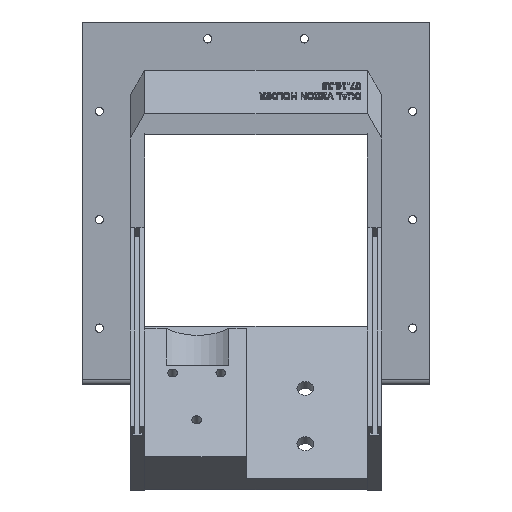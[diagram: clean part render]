
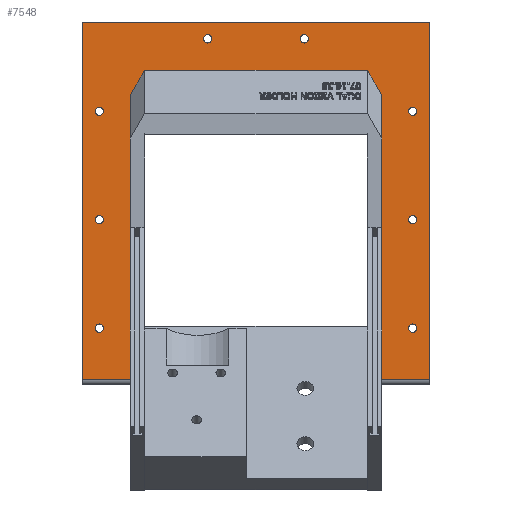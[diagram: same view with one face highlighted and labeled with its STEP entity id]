
A CAD part, top view. The second image highlights one B-rep face of the part: STEP entity #7548.
In plain terms, the highlighted planar face has unit normal (0, 0, 1).
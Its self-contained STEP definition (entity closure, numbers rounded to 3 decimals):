
#56=CIRCLE('',#7863,1.729);
#57=CIRCLE('',#7864,1.729);
#58=CIRCLE('',#7865,1.729);
#59=CIRCLE('',#7866,1.729);
#60=CIRCLE('',#7867,1.729);
#61=CIRCLE('',#7868,1.729);
#62=CIRCLE('',#7869,1.729);
#63=CIRCLE('',#7870,1.729);
#127=FACE_BOUND('',#1347,.T.);
#128=FACE_BOUND('',#1348,.T.);
#129=FACE_BOUND('',#1349,.T.);
#130=FACE_BOUND('',#1350,.T.);
#131=FACE_BOUND('',#1351,.T.);
#132=FACE_BOUND('',#1352,.T.);
#133=FACE_BOUND('',#1353,.T.);
#134=FACE_BOUND('',#1354,.T.);
#135=FACE_BOUND('',#1355,.T.);
#895=FACE_OUTER_BOUND('',#1346,.T.);
#1346=EDGE_LOOP('',(#6746,#6747,#6748,#6749));
#1347=EDGE_LOOP('',(#6750));
#1348=EDGE_LOOP('',(#6751));
#1349=EDGE_LOOP('',(#6752));
#1350=EDGE_LOOP('',(#6753));
#1351=EDGE_LOOP('',(#6754));
#1352=EDGE_LOOP('',(#6755));
#1353=EDGE_LOOP('',(#6756));
#1354=EDGE_LOOP('',(#6757));
#1355=EDGE_LOOP('',(#6758,#6759,#6760,#6761,#6762,#6763));
#1481=LINE('',#9489,#2262);
#2099=LINE('',#12977,#2880);
#2104=LINE('',#12992,#2885);
#2110=LINE('',#13012,#2891);
#2112=LINE('',#13017,#2893);
#2132=LINE('',#13082,#2913);
#2133=LINE('',#13086,#2914);
#2134=LINE('',#13088,#2915);
#2135=LINE('',#13090,#2916);
#2136=LINE('',#13091,#2917);
#2262=VECTOR('',#8053,10.);
#2880=VECTOR('',#9043,10.);
#2885=VECTOR('',#9064,10.);
#2891=VECTOR('',#9084,10.);
#2893=VECTOR('',#9090,10.);
#2913=VECTOR('',#9148,10.);
#2914=VECTOR('',#9151,10.);
#2915=VECTOR('',#9152,10.);
#2916=VECTOR('',#9153,10.);
#2917=VECTOR('',#9154,10.);
#3021=VERTEX_POINT('',#9486);
#3022=VERTEX_POINT('',#9488);
#3609=VERTEX_POINT('',#12974);
#3610=VERTEX_POINT('',#12976);
#3611=VERTEX_POINT('',#12987);
#3620=VERTEX_POINT('',#13015);
#3647=VERTEX_POINT('',#13084);
#3648=VERTEX_POINT('',#13085);
#3649=VERTEX_POINT('',#13087);
#3650=VERTEX_POINT('',#13089);
#3651=VERTEX_POINT('',#13092);
#3652=VERTEX_POINT('',#13094);
#3653=VERTEX_POINT('',#13096);
#3654=VERTEX_POINT('',#13098);
#3655=VERTEX_POINT('',#13100);
#3656=VERTEX_POINT('',#13102);
#3657=VERTEX_POINT('',#13104);
#3658=VERTEX_POINT('',#13106);
#3765=EDGE_CURVE('',#3022,#3021,#1481,.T.);
#4645=EDGE_CURVE('',#3610,#3609,#2099,.T.);
#4650=EDGE_CURVE('',#3611,#3022,#2104,.T.);
#4661=EDGE_CURVE('',#3610,#3021,#2110,.F.);
#4663=EDGE_CURVE('',#3620,#3609,#2112,.F.);
#4696=EDGE_CURVE('',#3620,#3611,#2132,.T.);
#4697=EDGE_CURVE('',#3647,#3648,#2133,.T.);
#4698=EDGE_CURVE('',#3647,#3649,#2134,.T.);
#4699=EDGE_CURVE('',#3649,#3650,#2135,.T.);
#4700=EDGE_CURVE('',#3650,#3648,#2136,.T.);
#4701=EDGE_CURVE('',#3651,#3651,#56,.T.);
#4702=EDGE_CURVE('',#3652,#3652,#57,.T.);
#4703=EDGE_CURVE('',#3653,#3653,#58,.T.);
#4704=EDGE_CURVE('',#3654,#3654,#59,.T.);
#4705=EDGE_CURVE('',#3655,#3655,#60,.T.);
#4706=EDGE_CURVE('',#3656,#3656,#61,.T.);
#4707=EDGE_CURVE('',#3657,#3657,#62,.T.);
#4708=EDGE_CURVE('',#3658,#3658,#63,.T.);
#6746=ORIENTED_EDGE('',*,*,#4697,.F.);
#6747=ORIENTED_EDGE('',*,*,#4698,.T.);
#6748=ORIENTED_EDGE('',*,*,#4699,.T.);
#6749=ORIENTED_EDGE('',*,*,#4700,.T.);
#6750=ORIENTED_EDGE('',*,*,#4701,.T.);
#6751=ORIENTED_EDGE('',*,*,#4702,.T.);
#6752=ORIENTED_EDGE('',*,*,#4703,.T.);
#6753=ORIENTED_EDGE('',*,*,#4704,.T.);
#6754=ORIENTED_EDGE('',*,*,#4705,.T.);
#6755=ORIENTED_EDGE('',*,*,#4706,.T.);
#6756=ORIENTED_EDGE('',*,*,#4707,.T.);
#6757=ORIENTED_EDGE('',*,*,#4708,.T.);
#6758=ORIENTED_EDGE('',*,*,#4650,.T.);
#6759=ORIENTED_EDGE('',*,*,#3765,.T.);
#6760=ORIENTED_EDGE('',*,*,#4661,.F.);
#6761=ORIENTED_EDGE('',*,*,#4645,.T.);
#6762=ORIENTED_EDGE('',*,*,#4663,.F.);
#6763=ORIENTED_EDGE('',*,*,#4696,.T.);
#7165=PLANE('',#7862);
#7548=ADVANCED_FACE('',(#895,#127,#128,#129,#130,#131,#132,#133,#134,#135),
#7165,.T.);
#7862=AXIS2_PLACEMENT_3D('',#13083,#9149,#9150);
#7863=AXIS2_PLACEMENT_3D('',#13093,#9155,#9156);
#7864=AXIS2_PLACEMENT_3D('',#13095,#9157,#9158);
#7865=AXIS2_PLACEMENT_3D('',#13097,#9159,#9160);
#7866=AXIS2_PLACEMENT_3D('',#13099,#9161,#9162);
#7867=AXIS2_PLACEMENT_3D('',#13101,#9163,#9164);
#7868=AXIS2_PLACEMENT_3D('',#13103,#9165,#9166);
#7869=AXIS2_PLACEMENT_3D('',#13105,#9167,#9168);
#7870=AXIS2_PLACEMENT_3D('',#13107,#9169,#9170);
#8053=DIRECTION('',(0.,1.,0.));
#9043=DIRECTION('',(1.,0.,0.));
#9064=DIRECTION('',(-1.,0.,0.));
#9084=DIRECTION('',(0.498,0.867,0.));
#9090=DIRECTION('',(0.498,-0.867,0.));
#9148=DIRECTION('',(0.,-1.,0.));
#9149=DIRECTION('center_axis',(0.,0.,1.));
#9150=DIRECTION('ref_axis',(1.,0.,0.));
#9151=DIRECTION('',(-1.,0.,0.));
#9152=DIRECTION('',(0.,1.,0.));
#9153=DIRECTION('',(-1.,0.,0.));
#9154=DIRECTION('',(0.,-1.,0.));
#9155=DIRECTION('center_axis',(0.,0.,-1.));
#9156=DIRECTION('ref_axis',(1.,0.,0.));
#9157=DIRECTION('center_axis',(0.,0.,-1.));
#9158=DIRECTION('ref_axis',(1.,0.,0.));
#9159=DIRECTION('center_axis',(0.,0.,-1.));
#9160=DIRECTION('ref_axis',(1.,0.,0.));
#9161=DIRECTION('center_axis',(0.,0.,-1.));
#9162=DIRECTION('ref_axis',(1.,0.,0.));
#9163=DIRECTION('center_axis',(0.,0.,-1.));
#9164=DIRECTION('ref_axis',(1.,0.,0.));
#9165=DIRECTION('center_axis',(0.,0.,-1.));
#9166=DIRECTION('ref_axis',(1.,0.,0.));
#9167=DIRECTION('center_axis',(0.,0.,-1.));
#9168=DIRECTION('ref_axis',(1.,0.,0.));
#9169=DIRECTION('center_axis',(0.,0.,-1.));
#9170=DIRECTION('ref_axis',(1.,0.,0.));
#9486=CARTESIAN_POINT('',(-54.732,50.081,5.));
#9488=CARTESIAN_POINT('',(-54.732,-66.73,5.));
#9489=CARTESIAN_POINT('',(-54.732,13.927,5.));
#12974=CARTESIAN_POINT('',(43.732,60.541,5.));
#12976=CARTESIAN_POINT('',(-48.732,60.541,5.));
#12977=CARTESIAN_POINT('',(-2.5,60.541,5.));
#12987=CARTESIAN_POINT('',(49.732,-66.73,5.));
#12992=CARTESIAN_POINT('',(-2.5,-66.73,5.));
#13012=CARTESIAN_POINT('',(-62.166,37.119,5.));
#13015=CARTESIAN_POINT('',(49.732,50.081,5.));
#13017=CARTESIAN_POINT('',(71.087,12.849,5.));
#13082=CARTESIAN_POINT('',(49.732,-50.581,5.));
#13083=CARTESIAN_POINT('Origin',(-2.5,-1.5,5.));
#13084=CARTESIAN_POINT('',(69.5,-67.799,5.));
#13085=CARTESIAN_POINT('',(-74.5,-67.799,5.));
#13086=CARTESIAN_POINT('',(-38.5,-67.799,5.));
#13087=CARTESIAN_POINT('',(69.5,80.5,5.));
#13088=CARTESIAN_POINT('',(69.5,-83.5,5.));
#13089=CARTESIAN_POINT('',(-74.5,80.5,5.));
#13090=CARTESIAN_POINT('',(69.5,80.5,5.));
#13091=CARTESIAN_POINT('',(-74.5,80.5,5.));
#13092=CARTESIAN_POINT('',(15.771,73.5,5.));
#13093=CARTESIAN_POINT('Origin',(17.5,73.5,5.));
#13094=CARTESIAN_POINT('',(60.771,-46.5,5.));
#13095=CARTESIAN_POINT('Origin',(62.5,-46.5,5.));
#13096=CARTESIAN_POINT('',(60.771,-1.5,5.));
#13097=CARTESIAN_POINT('Origin',(62.5,-1.5,5.));
#13098=CARTESIAN_POINT('',(-69.229,43.5,5.));
#13099=CARTESIAN_POINT('Origin',(-67.5,43.5,5.));
#13100=CARTESIAN_POINT('',(-69.229,-1.5,5.));
#13101=CARTESIAN_POINT('Origin',(-67.5,-1.5,5.));
#13102=CARTESIAN_POINT('',(-69.229,-46.5,5.));
#13103=CARTESIAN_POINT('Origin',(-67.5,-46.5,5.));
#13104=CARTESIAN_POINT('',(60.771,43.5,5.));
#13105=CARTESIAN_POINT('Origin',(62.5,43.5,5.));
#13106=CARTESIAN_POINT('',(-24.229,73.5,5.));
#13107=CARTESIAN_POINT('Origin',(-22.5,73.5,5.));
